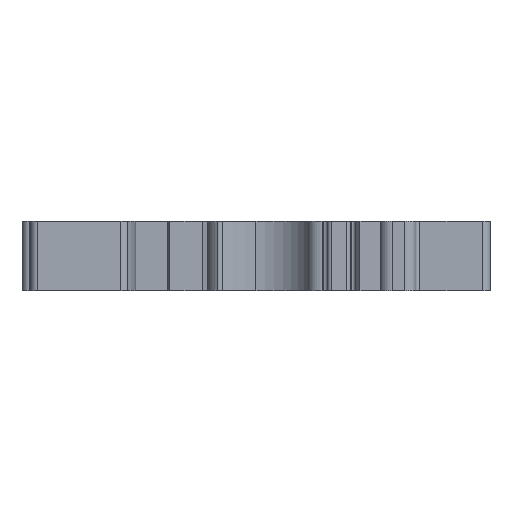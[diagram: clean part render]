
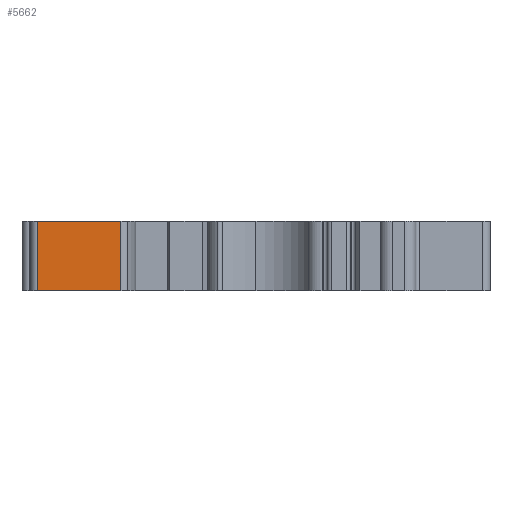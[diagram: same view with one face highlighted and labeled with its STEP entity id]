
A CAD part, front view. The second image highlights one B-rep face of the part: STEP entity #5662.
In plain terms, the highlighted planar face has unit normal (0, -1, 0).
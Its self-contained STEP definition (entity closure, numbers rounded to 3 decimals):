
#143=DIRECTION('',(1.,0.,0.));
#144=VECTOR('',#143,11.055);
#145=CARTESIAN_POINT('',(-29.,-29.5,-4.6));
#146=LINE('',#145,#144);
#1444=DIRECTION('',(1.,0.,0.));
#1445=VECTOR('',#1444,11.055);
#1446=CARTESIAN_POINT('',(-29.,-29.5,4.6));
#1447=LINE('',#1446,#1445);
#1865=DIRECTION('',(0.,0.,1.));
#1866=VECTOR('',#1865,9.2);
#1867=CARTESIAN_POINT('',(-29.,-29.5,-4.6));
#1868=LINE('',#1867,#1866);
#1869=DIRECTION('',(0.,0.,1.));
#1870=VECTOR('',#1869,9.2);
#1871=CARTESIAN_POINT('',(-17.945,-29.5,-4.6));
#1872=LINE('',#1871,#1870);
#3129=CARTESIAN_POINT('',(-29.,-29.5,-4.6));
#3130=VERTEX_POINT('',#3129);
#3131=CARTESIAN_POINT('',(-17.945,-29.5,-4.6));
#3132=VERTEX_POINT('',#3131);
#3261=CARTESIAN_POINT('',(-29.,-29.5,4.6));
#3262=VERTEX_POINT('',#3261);
#3263=CARTESIAN_POINT('',(-17.945,-29.5,4.6));
#3264=VERTEX_POINT('',#3263);
#5650=CARTESIAN_POINT('',(-29.,-29.5,-4.6));
#5651=DIRECTION('',(0.,-1.,0.));
#5652=DIRECTION('',(1.,0.,0.));
#5653=AXIS2_PLACEMENT_3D('',#5650,#5651,#5652);
#5654=PLANE('',#5653);
#5655=ORIENTED_EDGE('',*,*,#4074,.F.);
#5656=ORIENTED_EDGE('',*,*,#5645,.T.);
#5657=ORIENTED_EDGE('',*,*,#5013,.T.);
#5659=ORIENTED_EDGE('',*,*,#5658,.F.);
#5660=EDGE_LOOP('',(#5655,#5656,#5657,#5659));
#5661=FACE_OUTER_BOUND('',#5660,.F.);
#4074=EDGE_CURVE('',#3130,#3132,#146,.T.);
#5013=EDGE_CURVE('',#3262,#3264,#1447,.T.);
#5645=EDGE_CURVE('',#3130,#3262,#1868,.T.);
#5658=EDGE_CURVE('',#3132,#3264,#1872,.T.);
#5662=ADVANCED_FACE('',(#5661),#5654,.T.);
